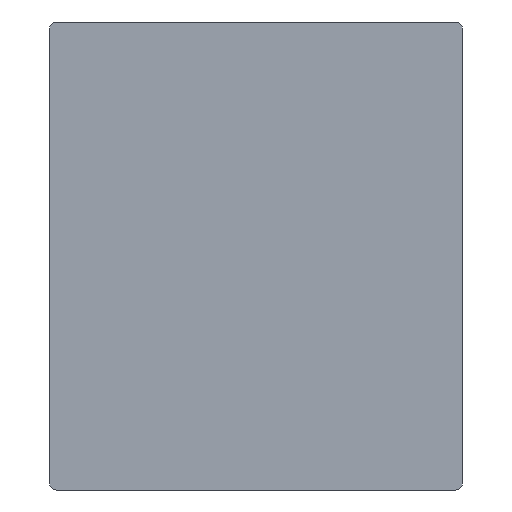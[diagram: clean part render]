
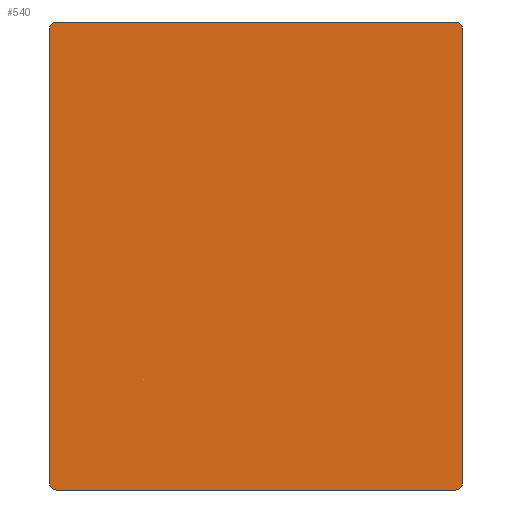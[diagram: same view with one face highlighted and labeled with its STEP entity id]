
A CAD part, left-side view. The second image highlights one B-rep face of the part: STEP entity #540.
In plain terms, the highlighted planar face has unit normal (-1, 0, 0).
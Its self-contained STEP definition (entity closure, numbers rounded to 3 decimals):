
#29=PLANE('',#606);
#57=FACE_OUTER_BOUND('',#87,.T.);
#87=EDGE_LOOP('',(#454,#455,#456,#457,#458,#459,#460,#461));
#100=LINE('',#805,#148);
#121=LINE('',#871,#169);
#123=LINE('',#877,#171);
#136=LINE('',#907,#184);
#148=VECTOR('',#645,10.);
#169=VECTOR('',#706,10.);
#171=VECTOR('',#714,10.);
#184=VECTOR('',#755,10.);
#186=CIRCLE('',#558,0.08);
#205=CIRCLE('',#585,0.08);
#206=CIRCLE('',#587,0.08);
#207=CIRCLE('',#590,0.08);
#210=VERTEX_POINT('',#765);
#211=VERTEX_POINT('',#766);
#228=VERTEX_POINT('',#804);
#250=VERTEX_POINT('',#859);
#251=VERTEX_POINT('',#863);
#252=VERTEX_POINT('',#865);
#253=VERTEX_POINT('',#869);
#254=VERTEX_POINT('',#873);
#258=EDGE_CURVE('',#210,#211,#186,.T.);
#277=EDGE_CURVE('',#228,#211,#100,.T.);
#304=EDGE_CURVE('',#228,#250,#205,.T.);
#307=EDGE_CURVE('',#251,#252,#206,.T.);
#310=EDGE_CURVE('',#251,#253,#121,.T.);
#312=EDGE_CURVE('',#254,#253,#207,.T.);
#313=EDGE_CURVE('',#254,#250,#123,.T.);
#328=EDGE_CURVE('',#210,#252,#136,.T.);
#454=ORIENTED_EDGE('',*,*,#258,.F.);
#455=ORIENTED_EDGE('',*,*,#328,.T.);
#456=ORIENTED_EDGE('',*,*,#307,.F.);
#457=ORIENTED_EDGE('',*,*,#310,.T.);
#458=ORIENTED_EDGE('',*,*,#312,.F.);
#459=ORIENTED_EDGE('',*,*,#313,.T.);
#460=ORIENTED_EDGE('',*,*,#304,.F.);
#461=ORIENTED_EDGE('',*,*,#277,.T.);
#540=ADVANCED_FACE('',(#57),#29,.T.);
#558=AXIS2_PLACEMENT_3D('',#767,#613,#614);
#585=AXIS2_PLACEMENT_3D('',#860,#694,#695);
#587=AXIS2_PLACEMENT_3D('',#866,#700,#701);
#590=AXIS2_PLACEMENT_3D('',#875,#710,#711);
#606=AXIS2_PLACEMENT_3D('',#908,#756,#757);
#613=DIRECTION('center_axis',(1.,0.,0.));
#614=DIRECTION('ref_axis',(0.,-0.707,0.707));
#645=DIRECTION('',(0.,0.,1.));
#694=DIRECTION('center_axis',(1.,0.,0.));
#695=DIRECTION('ref_axis',(0.,-0.707,-0.707));
#700=DIRECTION('center_axis',(1.,0.,0.));
#701=DIRECTION('ref_axis',(0.,0.707,0.707));
#706=DIRECTION('',(0.,0.,-1.));
#710=DIRECTION('center_axis',(1.,0.,0.));
#711=DIRECTION('ref_axis',(0.,0.707,-0.707));
#714=DIRECTION('',(0.,-1.,0.));
#755=DIRECTION('',(0.,1.,0.));
#756=DIRECTION('center_axis',(-1.,0.,0.));
#757=DIRECTION('ref_axis',(0.,0.,1.));
#765=CARTESIAN_POINT('',(-2.85,0.08,2.55));
#766=CARTESIAN_POINT('',(-2.85,0.,2.47));
#767=CARTESIAN_POINT('Origin',(-2.85,0.08,2.47));
#804=CARTESIAN_POINT('',(-2.85,0.,-2.47));
#805=CARTESIAN_POINT('',(-2.85,0.,-2.55));
#859=CARTESIAN_POINT('',(-2.85,0.08,-2.55));
#860=CARTESIAN_POINT('Origin',(-2.85,0.08,-2.47));
#863=CARTESIAN_POINT('',(-2.85,4.5,2.47));
#865=CARTESIAN_POINT('',(-2.85,4.42,2.55));
#866=CARTESIAN_POINT('Origin',(-2.85,4.42,2.47));
#869=CARTESIAN_POINT('',(-2.85,4.5,-2.47));
#871=CARTESIAN_POINT('',(-2.85,4.5,2.55));
#873=CARTESIAN_POINT('',(-2.85,4.42,-2.55));
#875=CARTESIAN_POINT('Origin',(-2.85,4.42,-2.47));
#877=CARTESIAN_POINT('',(-2.85,4.5,-2.55));
#907=CARTESIAN_POINT('',(-2.85,0.,2.55));
#908=CARTESIAN_POINT('Origin',(-2.85,2.25,0.));
